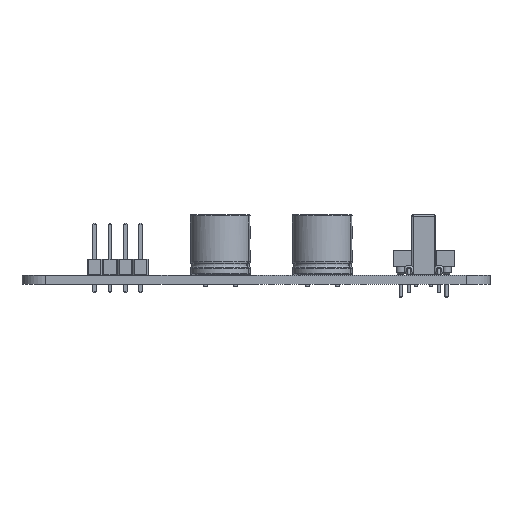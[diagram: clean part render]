
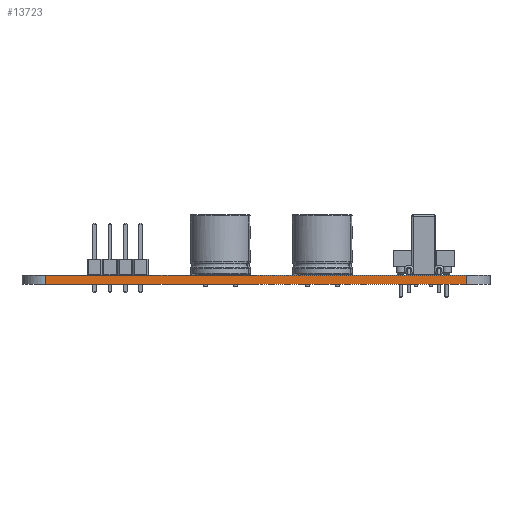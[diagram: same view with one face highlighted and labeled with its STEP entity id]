
A CAD part, left-side view. The second image highlights one B-rep face of the part: STEP entity #13723.
In plain terms, the highlighted planar face has unit normal (-1, 0, 0).
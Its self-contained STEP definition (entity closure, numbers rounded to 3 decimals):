
#11344 = VERTEX_POINT('',#11345);
#11345 = CARTESIAN_POINT('',(125.,-51.,0.));
#11352 = EDGE_CURVE('',#11353,#11344,#11355,.T.);
#11353 = VERTEX_POINT('',#11354);
#11354 = CARTESIAN_POINT('',(125.,-121.,0.));
#11355 = LINE('',#11356,#11357);
#11356 = CARTESIAN_POINT('',(125.,-121.,0.));
#11357 = VECTOR('',#11358,1.);
#11358 = DIRECTION('',(0.,1.,0.));
#12520 = VERTEX_POINT('',#12521);
#12521 = CARTESIAN_POINT('',(125.,-51.,1.51));
#12528 = EDGE_CURVE('',#12529,#12520,#12531,.T.);
#12529 = VERTEX_POINT('',#12530);
#12530 = CARTESIAN_POINT('',(125.,-121.,1.51));
#12531 = LINE('',#12532,#12533);
#12532 = CARTESIAN_POINT('',(125.,-121.,1.51));
#12533 = VECTOR('',#12534,1.);
#12534 = DIRECTION('',(0.,1.,0.));
#13693 = EDGE_CURVE('',#11344,#12520,#13694,.T.);
#13694 = LINE('',#13695,#13696);
#13695 = CARTESIAN_POINT('',(125.,-51.,0.));
#13696 = VECTOR('',#13697,1.);
#13697 = DIRECTION('',(0.,0.,1.));
#13723 = ADVANCED_FACE('',(#13724),#13735,.T.);
#13724 = FACE_BOUND('',#13725,.T.);
#13725 = EDGE_LOOP('',(#13726,#13732,#13733,#13734));
#13726 = ORIENTED_EDGE('',*,*,#13727,.T.);
#13727 = EDGE_CURVE('',#11353,#12529,#13728,.T.);
#13728 = LINE('',#13729,#13730);
#13729 = CARTESIAN_POINT('',(125.,-121.,0.));
#13730 = VECTOR('',#13731,1.);
#13731 = DIRECTION('',(0.,0.,1.));
#13732 = ORIENTED_EDGE('',*,*,#12528,.T.);
#13733 = ORIENTED_EDGE('',*,*,#13693,.F.);
#13734 = ORIENTED_EDGE('',*,*,#11352,.F.);
#13735 = PLANE('',#13736);
#13736 = AXIS2_PLACEMENT_3D('',#13737,#13738,#13739);
#13737 = CARTESIAN_POINT('',(125.,-121.,0.));
#13738 = DIRECTION('',(-1.,0.,0.));
#13739 = DIRECTION('',(0.,1.,0.));
